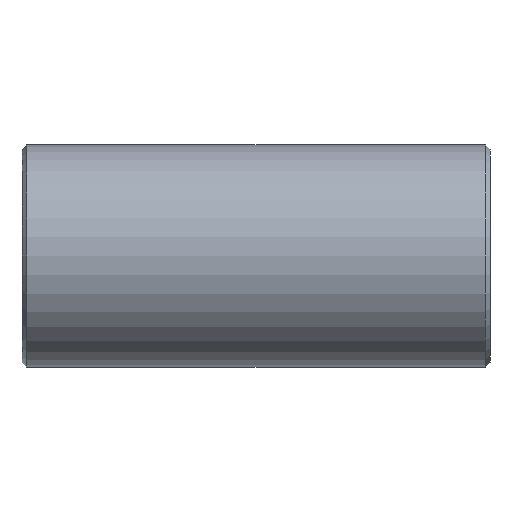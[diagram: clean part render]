
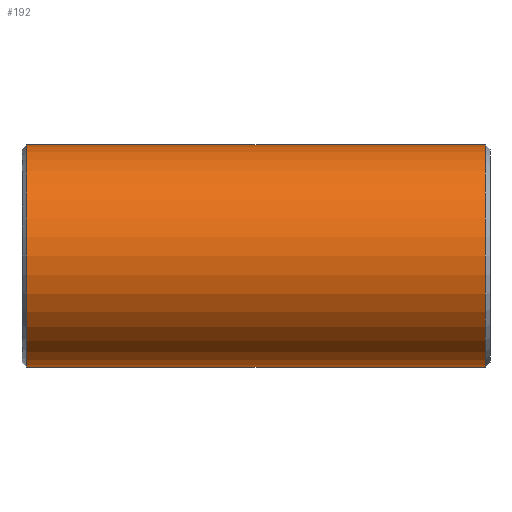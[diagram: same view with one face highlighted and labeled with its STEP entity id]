
A CAD part, front view. The second image highlights one B-rep face of the part: STEP entity #192.
In plain terms, the highlighted cylindrical face has radius 30.163 mm (diameter 60.325 mm), a partial arc.
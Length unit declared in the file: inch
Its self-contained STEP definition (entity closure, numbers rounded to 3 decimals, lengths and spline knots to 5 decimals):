
#17 = EDGE_CURVE ( 'NONE', #705, #382, #153, .T. ) ;
#48 = VERTEX_POINT ( 'NONE', #391 ) ;
#50 = VECTOR ( 'NONE', #316, 39.37008 ) ;
#51 = CIRCLE ( 'NONE', #410, 1.1875 ) ;
#58 = DIRECTION ( 'NONE',  ( 0., 0., 1. ) ) ;
#64 = CARTESIAN_POINT ( 'NONE',  ( 2.5, 0., 0. ) ) ;
#71 = LINE ( 'NONE', #230, #259 ) ;
#103 = ORIENTED_EDGE ( 'NONE', *, *, #138, .T. ) ;
#108 = CARTESIAN_POINT ( 'NONE',  ( 2.44867, 0., 0. ) ) ;
#138 = EDGE_CURVE ( 'NONE', #475, #48, #71, .T. ) ;
#153 = LINE ( 'NONE', #375, #50 ) ;
#178 = CYLINDRICAL_SURFACE ( 'NONE', #606, 1.1875 ) ;
#192 = ADVANCED_FACE ( 'NONE', ( #457 ), #178, .T. ) ;
#218 = ORIENTED_EDGE ( 'NONE', *, *, #429, .T. ) ;
#222 = DIRECTION ( 'NONE',  ( 0., 0., 1. ) ) ;
#230 = CARTESIAN_POINT ( 'NONE',  ( 2.5, 0., 1.1875 ) ) ;
#232 = CARTESIAN_POINT ( 'NONE',  ( -2.44867, 0., 0. ) ) ;
#252 = EDGE_LOOP ( 'NONE', ( #652, #218, #103, #414 ) ) ;
#259 = VECTOR ( 'NONE', #335, 39.37008 ) ;
#286 = DIRECTION ( 'NONE',  ( 0., 0., -1. ) ) ;
#294 = AXIS2_PLACEMENT_3D ( 'NONE', #108, #695, #286 ) ;
#315 = CARTESIAN_POINT ( 'NONE',  ( -2.44867, 0., -1.1875 ) ) ;
#316 = DIRECTION ( 'NONE',  ( -1., 0., 0. ) ) ;
#335 = DIRECTION ( 'NONE',  ( -1., 0., 0. ) ) ;
#375 = CARTESIAN_POINT ( 'NONE',  ( 2.5, 0., -1.1875 ) ) ;
#382 = VERTEX_POINT ( 'NONE', #315 ) ;
#391 = CARTESIAN_POINT ( 'NONE',  ( -2.44867, 0., 1.1875 ) ) ;
#399 = DIRECTION ( 'NONE',  ( -1., 0., 0. ) ) ;
#410 = AXIS2_PLACEMENT_3D ( 'NONE', #232, #453, #58 ) ;
#414 = ORIENTED_EDGE ( 'NONE', *, *, #536, .T. ) ;
#429 = EDGE_CURVE ( 'NONE', #705, #475, #593, .T. ) ;
#453 = DIRECTION ( 'NONE',  ( 1., 0., 0. ) ) ;
#457 = FACE_OUTER_BOUND ( 'NONE', #252, .T. ) ;
#459 = CARTESIAN_POINT ( 'NONE',  ( 2.44867, 0., 1.1875 ) ) ;
#475 = VERTEX_POINT ( 'NONE', #459 ) ;
#536 = EDGE_CURVE ( 'NONE', #48, #382, #51, .T. ) ;
#593 = CIRCLE ( 'NONE', #294, 1.1875 ) ;
#606 = AXIS2_PLACEMENT_3D ( 'NONE', #64, #399, #222 ) ;
#618 = CARTESIAN_POINT ( 'NONE',  ( 2.44867, 0., -1.1875 ) ) ;
#652 = ORIENTED_EDGE ( 'NONE', *, *, #17, .F. ) ;
#695 = DIRECTION ( 'NONE',  ( -1., 0., 0. ) ) ;
#705 = VERTEX_POINT ( 'NONE', #618 ) ;
